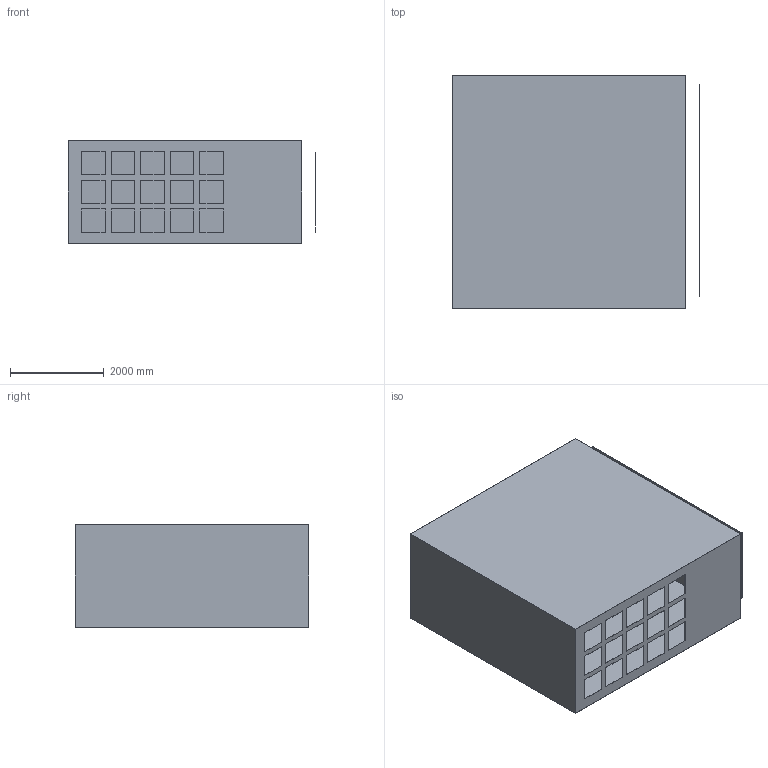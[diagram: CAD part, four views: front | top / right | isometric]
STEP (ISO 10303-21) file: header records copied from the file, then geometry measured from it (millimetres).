
FILE_DESCRIPTION(/* description */ (''),/* implementation_level */ '2;1');
FILE_NAME(/* name */ 'Espacio v2.step',/* time_stamp */ '2021-03-22T08:58:35-03:00',/* author */ (''),/* organization */ (''),/* preprocessor_version */ 'ST-DEVELOPER v18.1',/* originating_system */ 'Autodesk Translation Framework v9.10.0.1330',/* authorisation */ '');
FILE_SCHEMA (('AUTOMOTIVE_DESIGN { 1 0 10303 214 3 1 1 }'));
Length unit declared in the file: millimetre
Products named in the file (1): Espacio
Bounding box: 5300.25 x 5000 x 2206 mm (x, y, z)
Volume: 270660027 mm3; surface area: 180897661.1 mm2
Topology: 7 solids, 7 shells, 106 faces, 276 edges, 184 vertices
Faces by surface type: plane 106
Entity records: 3271 total; most frequent: CARTESIAN_POINT 567, ORIENTED_EDGE 552, DIRECTION 490, LINE 276, VECTOR 276, EDGE_CURVE 276, VERTEX_POINT 184, EDGE_LOOP 138
